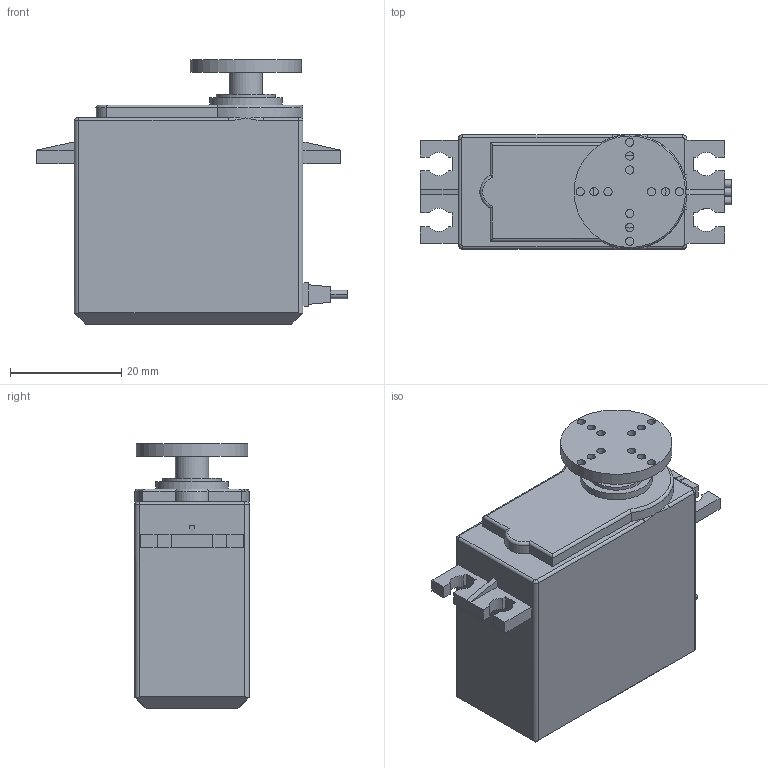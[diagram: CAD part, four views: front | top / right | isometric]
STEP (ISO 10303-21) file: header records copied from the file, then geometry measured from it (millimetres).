
FILE_DESCRIPTION(/* description */ (''),/* implementation_level */ '2;1');
FILE_NAME(/* name */ 'A1 motor v4_ipt_22eab607.STEP',/* time_stamp */ '2023-06-22T00:15:23+06:00',/* author */ ('AdminForWorker'),/* organization */ (''),/* preprocessor_version */ 'ST-DEVELOPER v18.1',/* originating_system */ 'Autodesk Inventor 2021',/* authorisation */ '');
FILE_SCHEMA (('AUTOMOTIVE_DESIGN { 1 0 10303 214 3 1 1 }'));
Length unit declared in the file: millimetre
Products named in the file (1): A1 motor
Bounding box: 55.8 x 20.5 x 47.4 mm (x, y, z)
Volume: 33817 mm3; surface area: 7863.3 mm2
Topology: 4 solids, 4 shells, 137 faces, 342 edges, 215 vertices
Faces by surface type: plane 79, cylinder 46, bspline 10, torus 2
Full cylindrical faces by diameter (mm): 1.5 x13, 6 x1, 10.6 x1, 13 x1, 20 x1
Entity records: 4339 total; most frequent: CARTESIAN_POINT 959, DIRECTION 687, ORIENTED_EDGE 672, EDGE_CURVE 336, AXIS2_PLACEMENT_3D 233, LINE 221, VECTOR 221, VERTEX_POINT 215
